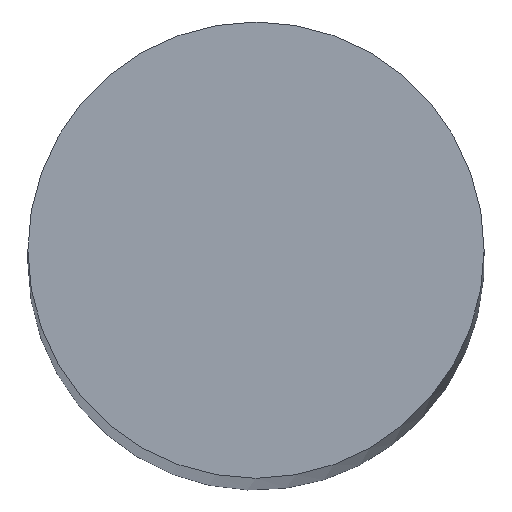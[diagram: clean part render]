
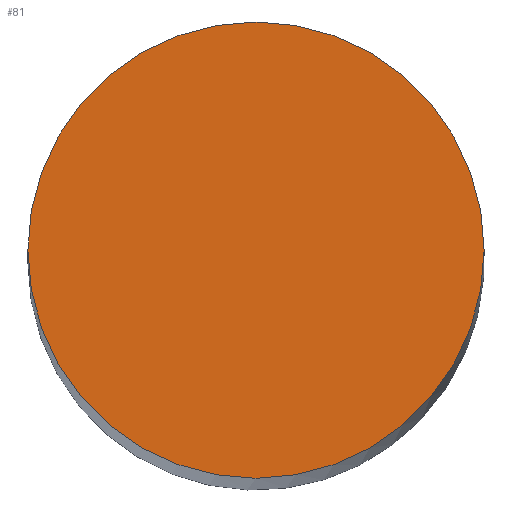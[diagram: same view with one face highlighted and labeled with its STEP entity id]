
A CAD part, top view. The second image highlights one B-rep face of the part: STEP entity #81.
In plain terms, the highlighted planar face has unit normal (0, 0, 1).
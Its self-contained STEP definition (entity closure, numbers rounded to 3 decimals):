
#17=CIRCLE('',#100,3.933);
#24=FACE_OUTER_BOUND('',#29,.T.);
#29=EDGE_LOOP('',(#72));
#44=VERTEX_POINT('',#143);
#51=EDGE_CURVE('',#44,#44,#17,.F.);
#72=ORIENTED_EDGE('',*,*,#51,.T.);
#76=PLANE('',#104);
#81=ADVANCED_FACE('',(#24),#76,.T.);
#100=AXIS2_PLACEMENT_3D('',#144,#119,#120);
#104=AXIS2_PLACEMENT_3D('',#150,#128,#129);
#119=DIRECTION('center_axis',(0.,0.,-1.));
#120=DIRECTION('ref_axis',(1.,0.,0.));
#128=DIRECTION('center_axis',(0.,0.,1.));
#129=DIRECTION('ref_axis',(1.,0.,0.));
#143=CARTESIAN_POINT('',(-3.933,0.,324.944));
#144=CARTESIAN_POINT('Origin',(0.,0.,324.944));
#150=CARTESIAN_POINT('Origin',(0.,0.,324.944));
